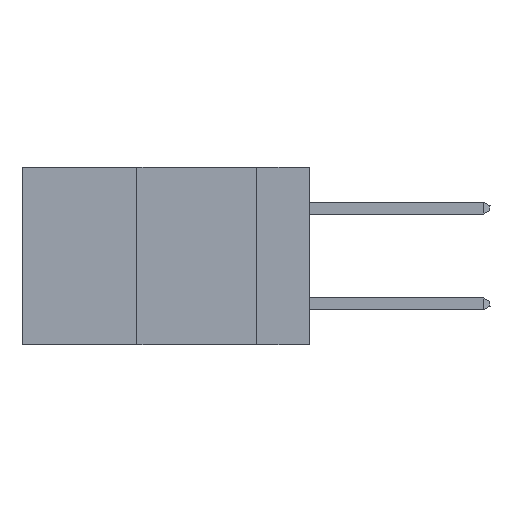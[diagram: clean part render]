
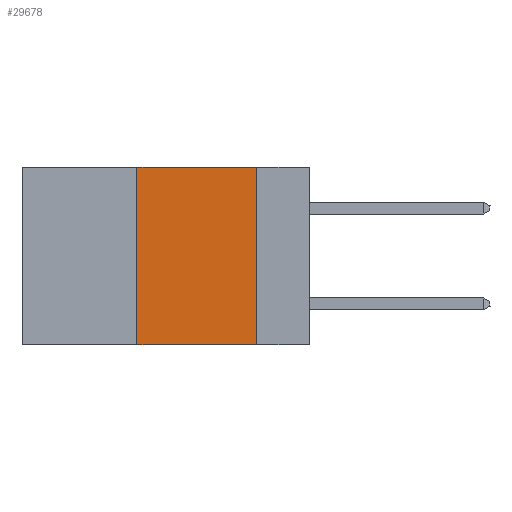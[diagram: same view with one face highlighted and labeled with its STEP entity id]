
A CAD part, left-side view. The second image highlights one B-rep face of the part: STEP entity #29678.
In plain terms, the highlighted planar face has unit normal (-1, 0, 0).
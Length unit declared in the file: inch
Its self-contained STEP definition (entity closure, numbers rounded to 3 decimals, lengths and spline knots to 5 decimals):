
#618 = PLANE ( 'NONE',  #20562 ) ;
#3075 = CARTESIAN_POINT ( 'NONE',  ( 0., 0.6, -0.37 ) ) ;
#5731 = VECTOR ( 'NONE', #24845, 39.37008 ) ;
#6154 = CARTESIAN_POINT ( 'NONE',  ( 0., 0.36, 0. ) ) ;
#7009 = CARTESIAN_POINT ( 'NONE',  ( 0., 0.6, 0. ) ) ;
#7093 = LINE ( 'NONE', #14958, #15420 ) ;
#10847 = ORIENTED_EDGE ( 'NONE', *, *, #27520, .F. ) ;
#11150 = FACE_OUTER_BOUND ( 'NONE', #24790, .T. ) ;
#12323 = ORIENTED_EDGE ( 'NONE', *, *, #26423, .T. ) ;
#12471 = DIRECTION ( 'NONE',  ( 0., 0., -1. ) ) ;
#13279 = DIRECTION ( 'NONE',  ( 0., 0., -1. ) ) ;
#13633 = CARTESIAN_POINT ( 'NONE',  ( 0., 0.36, 0. ) ) ;
#14572 = LINE ( 'NONE', #6154, #38134 ) ;
#14958 = CARTESIAN_POINT ( 'NONE',  ( 0., 0.6, 0. ) ) ;
#15420 = VECTOR ( 'NONE', #18069, 39.37008 ) ;
#15804 = VECTOR ( 'NONE', #12471, 39.37008 ) ;
#18069 = DIRECTION ( 'NONE',  ( 0., -1., 0. ) ) ;
#20042 = CARTESIAN_POINT ( 'NONE',  ( 0., 0.36, -0.37 ) ) ;
#20562 = AXIS2_PLACEMENT_3D ( 'NONE', #7009, #31778, #13279 ) ;
#22355 = EDGE_CURVE ( 'NONE', #38029, #28255, #38354, .T. ) ;
#24790 = EDGE_LOOP ( 'NONE', ( #32568, #10847, #35948, #12323 ) ) ;
#24845 = DIRECTION ( 'NONE',  ( 0., -1., 0. ) ) ;
#25745 = EDGE_CURVE ( 'NONE', #38479, #39338, #14572, .T. ) ;
#26423 = EDGE_CURVE ( 'NONE', #38479, #28255, #37605, .T. ) ;
#27462 = CARTESIAN_POINT ( 'NONE',  ( 0., 0.11, -0.37 ) ) ;
#27520 = EDGE_CURVE ( 'NONE', #39338, #38029, #7093, .T. ) ;
#28255 = VERTEX_POINT ( 'NONE', #27462 ) ;
#29678 = ADVANCED_FACE ( 'NONE', ( #11150 ), #618, .F. ) ;
#30981 = CARTESIAN_POINT ( 'NONE',  ( 0., 0.11, 0. ) ) ;
#31778 = DIRECTION ( 'NONE',  ( 1., 0., 0. ) ) ;
#32568 = ORIENTED_EDGE ( 'NONE', *, *, #22355, .F. ) ;
#35948 = ORIENTED_EDGE ( 'NONE', *, *, #25745, .F. ) ;
#37080 = DIRECTION ( 'NONE',  ( 0., 0., 1. ) ) ;
#37605 = LINE ( 'NONE', #3075, #5731 ) ;
#38029 = VERTEX_POINT ( 'NONE', #39368 ) ;
#38134 = VECTOR ( 'NONE', #37080, 39.37008 ) ;
#38354 = LINE ( 'NONE', #30981, #15804 ) ;
#38479 = VERTEX_POINT ( 'NONE', #20042 ) ;
#39338 = VERTEX_POINT ( 'NONE', #13633 ) ;
#39368 = CARTESIAN_POINT ( 'NONE',  ( 0., 0.11, 0. ) ) ;
